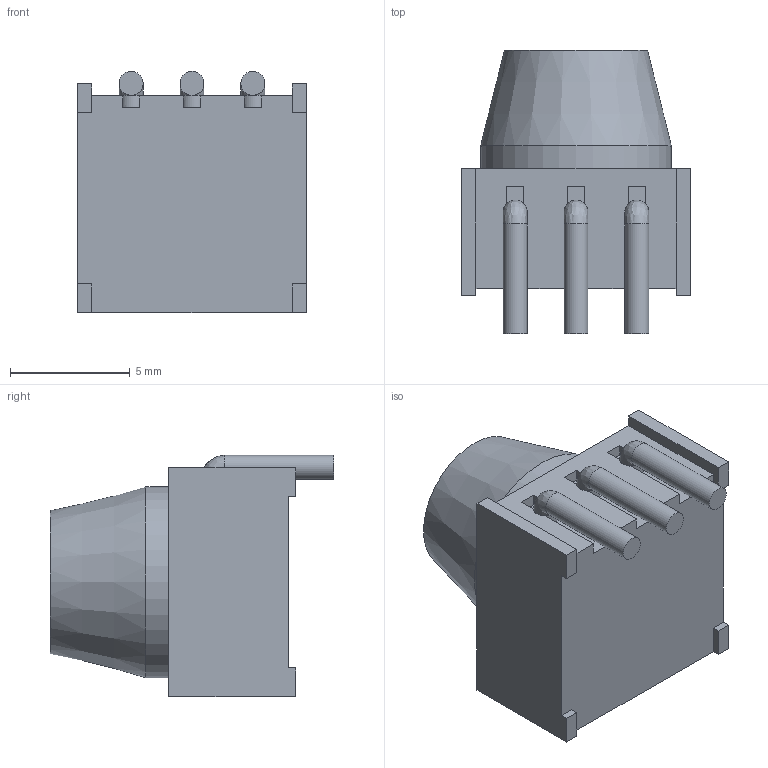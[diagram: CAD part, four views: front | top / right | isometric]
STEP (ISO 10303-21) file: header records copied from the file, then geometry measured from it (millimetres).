
FILE_DESCRIPTION(/* description */ (''),/* implementation_level */ '2;1');
FILE_NAME(/* name */ '',/* time_stamp */ '2024-10-20T13:24:20+09:00',/* author */ (''),/* organization */ (''),/* preprocessor_version */ 'ST-DEVELOPER v20',/* originating_system */ 'Autodesk Translation Framework v13.20.0.188',/* authorisation */ '');
FILE_SCHEMA (('AUTOMOTIVE_DESIGN { 1 0 10303 214 3 1 1 }'));
Length unit declared in the file: millimetre
Products named in the file (2): 可変抵抗; Component1
Assembly tree (1 placements, depth 2):
  可変抵抗
    Component1
Bounding box: 9.55 x 11.85 x 10.07 mm (x, y, z)
Volume: 632.4 mm3; surface area: 547.2 mm2
Topology: 1 solids, 1 shells, 72 faces, 206 edges, 132 vertices
Faces by surface type: plane 56, cylinder 12, bspline 3, cone 1
Full cylindrical faces by diameter (mm): 1 x6, 4.97 x1, 7.97 x1
Entity records: 2444 total; most frequent: CARTESIAN_POINT 485, ORIENTED_EDGE 400, DIRECTION 391, EDGE_CURVE 200, LINE 153, VECTOR 153, VERTEX_POINT 132, AXIS2_PLACEMENT_3D 119
